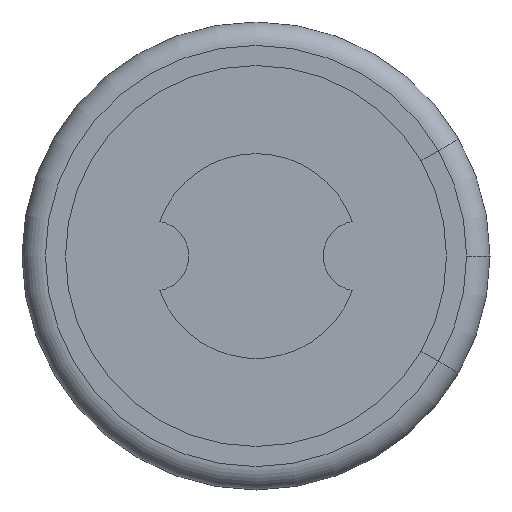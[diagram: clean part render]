
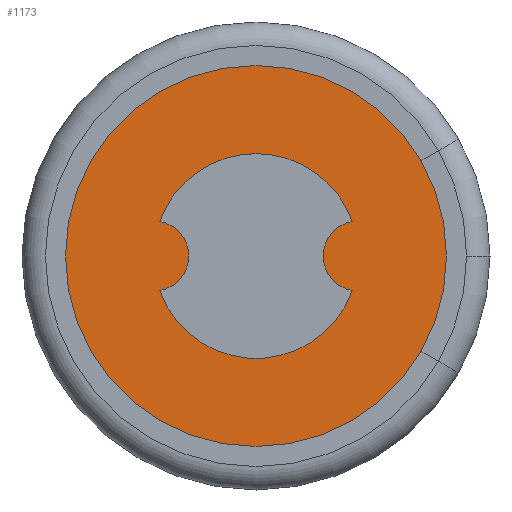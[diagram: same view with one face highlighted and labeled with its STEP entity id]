
A CAD part, front view. The second image highlights one B-rep face of the part: STEP entity #1173.
In plain terms, the highlighted planar face has unit normal (0, -1, 0).
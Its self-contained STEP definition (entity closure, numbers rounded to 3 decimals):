
#614 = VERTEX_POINT('',#615);
#615 = CARTESIAN_POINT('',(0.,0.95,1.75));
#621 = EDGE_CURVE('',#614,#622,#624,.T.);
#622 = VERTEX_POINT('',#623);
#623 = CARTESIAN_POINT('',(-1.647,0.95,0.591));
#624 = CIRCLE('',#625,1.75);
#625 = AXIS2_PLACEMENT_3D('',#626,#627,#628);
#626 = CARTESIAN_POINT('',(0.,0.95,0.));
#627 = DIRECTION('',(0.,-1.,0.));
#628 = DIRECTION('',(-1.,0.,0.));
#656 = VERTEX_POINT('',#657);
#657 = CARTESIAN_POINT('',(3.256,0.95,0.));
#663 = EDGE_CURVE('',#664,#656,#666,.T.);
#664 = VERTEX_POINT('',#665);
#665 = CARTESIAN_POINT('',(2.82,0.95,-1.628));
#666 = CIRCLE('',#667,3.256);
#667 = AXIS2_PLACEMENT_3D('',#668,#669,#670);
#668 = CARTESIAN_POINT('',(0.,0.95,0.));
#669 = DIRECTION('',(0.,-1.,0.));
#670 = DIRECTION('',(1.,0.,0.));
#698 = VERTEX_POINT('',#699);
#699 = CARTESIAN_POINT('',(2.82,0.95,1.628));
#705 = EDGE_CURVE('',#698,#664,#706,.T.);
#706 = CIRCLE('',#707,3.256);
#707 = AXIS2_PLACEMENT_3D('',#708,#709,#710);
#708 = CARTESIAN_POINT('',(0.,0.95,0.));
#709 = DIRECTION('',(0.,-1.,0.));
#710 = DIRECTION('',(1.,0.,0.));
#1150 = EDGE_CURVE('',#656,#698,#1151,.T.);
#1151 = CIRCLE('',#1152,3.256);
#1152 = AXIS2_PLACEMENT_3D('',#1153,#1154,#1155);
#1153 = CARTESIAN_POINT('',(0.,0.95,0.));
#1154 = DIRECTION('',(0.,-1.,0.));
#1155 = DIRECTION('',(1.,0.,0.));
#1173 = ADVANCED_FACE('',(#1174,#1211),#1216,.F.);
#1174 = FACE_BOUND('',#1175,.T.);
#1175 = EDGE_LOOP('',(#1176,#1185,#1186,#1195,#1204));
#1176 = ORIENTED_EDGE('',*,*,#1177,.F.);
#1177 = EDGE_CURVE('',#622,#1178,#1180,.T.);
#1178 = VERTEX_POINT('',#1179);
#1179 = CARTESIAN_POINT('',(-1.647,0.95,-0.591));
#1180 = CIRCLE('',#1181,0.6);
#1181 = AXIS2_PLACEMENT_3D('',#1182,#1183,#1184);
#1182 = CARTESIAN_POINT('',(-1.75,0.95,0.));
#1183 = DIRECTION('',(0.,1.,0.));
#1184 = DIRECTION('',(-1.,0.,0.));
#1185 = ORIENTED_EDGE('',*,*,#621,.F.);
#1186 = ORIENTED_EDGE('',*,*,#1187,.F.);
#1187 = EDGE_CURVE('',#1188,#614,#1190,.T.);
#1188 = VERTEX_POINT('',#1189);
#1189 = CARTESIAN_POINT('',(1.647,0.95,0.591));
#1190 = CIRCLE('',#1191,1.75);
#1191 = AXIS2_PLACEMENT_3D('',#1192,#1193,#1194);
#1192 = CARTESIAN_POINT('',(0.,0.95,0.));
#1193 = DIRECTION('',(0.,-1.,-0.));
#1194 = DIRECTION('',(-1.,0.,0.));
#1195 = ORIENTED_EDGE('',*,*,#1196,.T.);
#1196 = EDGE_CURVE('',#1188,#1197,#1199,.T.);
#1197 = VERTEX_POINT('',#1198);
#1198 = CARTESIAN_POINT('',(1.647,0.95,-0.591));
#1199 = CIRCLE('',#1200,0.6);
#1200 = AXIS2_PLACEMENT_3D('',#1201,#1202,#1203);
#1201 = CARTESIAN_POINT('',(1.75,0.95,0.));
#1202 = DIRECTION('',(0.,-1.,-0.));
#1203 = DIRECTION('',(-1.,0.,0.));
#1204 = ORIENTED_EDGE('',*,*,#1205,.F.);
#1205 = EDGE_CURVE('',#1178,#1197,#1206,.T.);
#1206 = CIRCLE('',#1207,1.75);
#1207 = AXIS2_PLACEMENT_3D('',#1208,#1209,#1210);
#1208 = CARTESIAN_POINT('',(0.,0.95,0.));
#1209 = DIRECTION('',(0.,-1.,-0.));
#1210 = DIRECTION('',(-1.,0.,0.));
#1211 = FACE_BOUND('',#1212,.T.);
#1212 = EDGE_LOOP('',(#1213,#1214,#1215));
#1213 = ORIENTED_EDGE('',*,*,#705,.T.);
#1214 = ORIENTED_EDGE('',*,*,#663,.T.);
#1215 = ORIENTED_EDGE('',*,*,#1150,.T.);
#1216 = PLANE('',#1217);
#1217 = AXIS2_PLACEMENT_3D('',#1218,#1219,#1220);
#1218 = CARTESIAN_POINT('',(0.,0.95,0.));
#1219 = DIRECTION('',(0.,1.,0.));
#1220 = DIRECTION('',(-1.,0.,0.));
